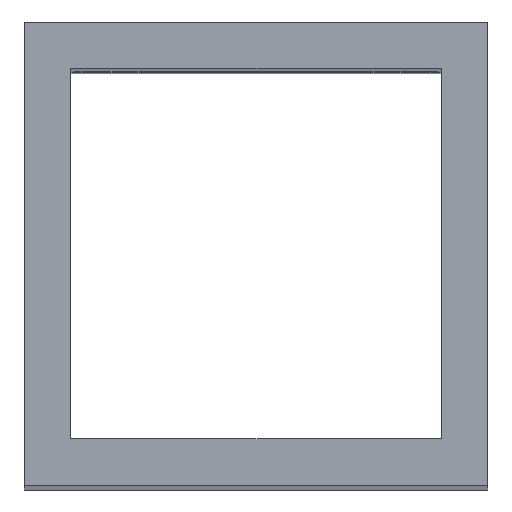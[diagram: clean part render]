
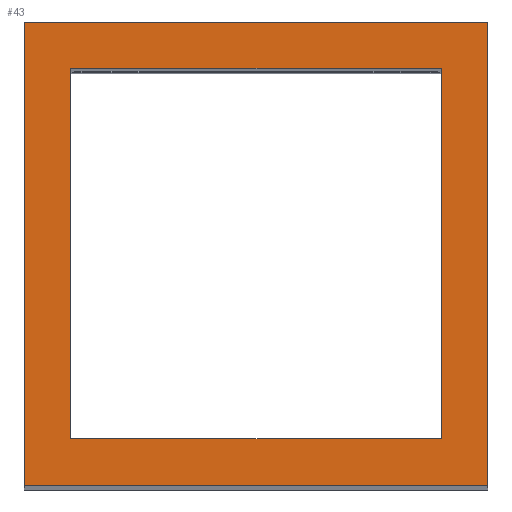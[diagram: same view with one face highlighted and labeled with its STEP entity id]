
A CAD part, top view. The second image highlights one B-rep face of the part: STEP entity #43.
In plain terms, the highlighted planar face has unit normal (0, 0, 1).
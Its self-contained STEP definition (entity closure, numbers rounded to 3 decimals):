
#43 = ADVANCED_FACE ( 'NONE', ( #277, #538 ), #388, .F. ) ;
#44 = VECTOR ( 'NONE', #322, 1000. ) ;
#57 = VECTOR ( 'NONE', #337, 1000. ) ;
#68 = LINE ( 'NONE', #544, #57 ) ;
#74 = DIRECTION ( 'NONE',  ( 0., -1., 0. ) ) ;
#78 = VERTEX_POINT ( 'NONE', #584 ) ;
#80 = DIRECTION ( 'NONE',  ( -1., 0., 0. ) ) ;
#108 = EDGE_CURVE ( 'NONE', #78, #629, #703, .T. ) ;
#133 = CARTESIAN_POINT ( 'NONE',  ( -6., -6., 100. ) ) ;
#180 = ORIENTED_EDGE ( 'NONE', *, *, #745, .T. ) ;
#185 = EDGE_CURVE ( 'NONE', #446, #721, #516, .T. ) ;
#190 = CARTESIAN_POINT ( 'NONE',  ( -7.5, -7.5, 100. ) ) ;
#242 = CARTESIAN_POINT ( 'NONE',  ( -6., 6., 100. ) ) ;
#260 = VERTEX_POINT ( 'NONE', #396 ) ;
#277 = FACE_BOUND ( 'NONE', #395, .T. ) ;
#281 = EDGE_CURVE ( 'NONE', #415, #540, #613, .T. ) ;
#282 = ORIENTED_EDGE ( 'NONE', *, *, #185, .T. ) ;
#297 = CARTESIAN_POINT ( 'NONE',  ( 7.5, 7.5, 100. ) ) ;
#322 = DIRECTION ( 'NONE',  ( 0., -1., 0. ) ) ;
#337 = DIRECTION ( 'NONE',  ( 0., 1., 0. ) ) ;
#347 = EDGE_CURVE ( 'NONE', #540, #446, #68, .T. ) ;
#359 = VECTOR ( 'NONE', #470, 1000. ) ;
#368 = LINE ( 'NONE', #441, #691 ) ;
#369 = EDGE_CURVE ( 'NONE', #534, #78, #636, .T. ) ;
#388 = PLANE ( 'NONE',  #608 ) ;
#395 = EDGE_LOOP ( 'NONE', ( #816, #655, #425, #468 ) ) ;
#396 = CARTESIAN_POINT ( 'NONE',  ( -6., -6., 100. ) ) ;
#415 = VERTEX_POINT ( 'NONE', #190 ) ;
#422 = CARTESIAN_POINT ( 'NONE',  ( 6., -6., 100. ) ) ;
#425 = ORIENTED_EDGE ( 'NONE', *, *, #673, .F. ) ;
#435 = VECTOR ( 'NONE', #74, 1000. ) ;
#441 = CARTESIAN_POINT ( 'NONE',  ( -6., -6., 100. ) ) ;
#446 = VERTEX_POINT ( 'NONE', #297 ) ;
#462 = DIRECTION ( 'NONE',  ( -1., 0., 0. ) ) ;
#468 = ORIENTED_EDGE ( 'NONE', *, *, #659, .F. ) ;
#470 = DIRECTION ( 'NONE',  ( 0., 1., 0. ) ) ;
#512 = DIRECTION ( 'NONE',  ( 0., 0., -1. ) ) ;
#514 = CARTESIAN_POINT ( 'NONE',  ( -7.5, 7.5, 100. ) ) ;
#516 = LINE ( 'NONE', #715, #589 ) ;
#523 = CARTESIAN_POINT ( 'NONE',  ( -6., 6., 100. ) ) ;
#534 = VERTEX_POINT ( 'NONE', #422 ) ;
#538 = FACE_OUTER_BOUND ( 'NONE', #591, .T. ) ;
#540 = VERTEX_POINT ( 'NONE', #634 ) ;
#544 = CARTESIAN_POINT ( 'NONE',  ( 7.5, -7.5, 100. ) ) ;
#561 = ORIENTED_EDGE ( 'NONE', *, *, #281, .T. ) ;
#584 = CARTESIAN_POINT ( 'NONE',  ( 6., 6., 100. ) ) ;
#586 = DIRECTION ( 'NONE',  ( -1., 0., 0. ) ) ;
#589 = VECTOR ( 'NONE', #462, 1000. ) ;
#591 = EDGE_LOOP ( 'NONE', ( #761, #282, #180, #561 ) ) ;
#608 = AXIS2_PLACEMENT_3D ( 'NONE', #650, #512, #80 ) ;
#613 = LINE ( 'NONE', #790, #702 ) ;
#629 = VERTEX_POINT ( 'NONE', #242 ) ;
#634 = CARTESIAN_POINT ( 'NONE',  ( 7.5, -7.5, 100. ) ) ;
#636 = LINE ( 'NONE', #793, #359 ) ;
#650 = CARTESIAN_POINT ( 'NONE',  ( 7.5, 7.5, 100. ) ) ;
#655 = ORIENTED_EDGE ( 'NONE', *, *, #369, .F. ) ;
#659 = EDGE_CURVE ( 'NONE', #629, #260, #746, .T. ) ;
#673 = EDGE_CURVE ( 'NONE', #260, #534, #368, .T. ) ;
#691 = VECTOR ( 'NONE', #770, 1000. ) ;
#702 = VECTOR ( 'NONE', #798, 1000. ) ;
#703 = LINE ( 'NONE', #523, #784 ) ;
#715 = CARTESIAN_POINT ( 'NONE',  ( -7.5, 7.5, 100. ) ) ;
#716 = LINE ( 'NONE', #757, #435 ) ;
#721 = VERTEX_POINT ( 'NONE', #514 ) ;
#745 = EDGE_CURVE ( 'NONE', #721, #415, #716, .T. ) ;
#746 = LINE ( 'NONE', #133, #44 ) ;
#757 = CARTESIAN_POINT ( 'NONE',  ( -7.5, -7.5, 100. ) ) ;
#761 = ORIENTED_EDGE ( 'NONE', *, *, #347, .T. ) ;
#770 = DIRECTION ( 'NONE',  ( 1., 0., 0. ) ) ;
#784 = VECTOR ( 'NONE', #586, 1000. ) ;
#790 = CARTESIAN_POINT ( 'NONE',  ( -7.5, -7.5, 100. ) ) ;
#793 = CARTESIAN_POINT ( 'NONE',  ( 6., -6., 100. ) ) ;
#798 = DIRECTION ( 'NONE',  ( 1., 0., 0. ) ) ;
#816 = ORIENTED_EDGE ( 'NONE', *, *, #108, .F. ) ;
